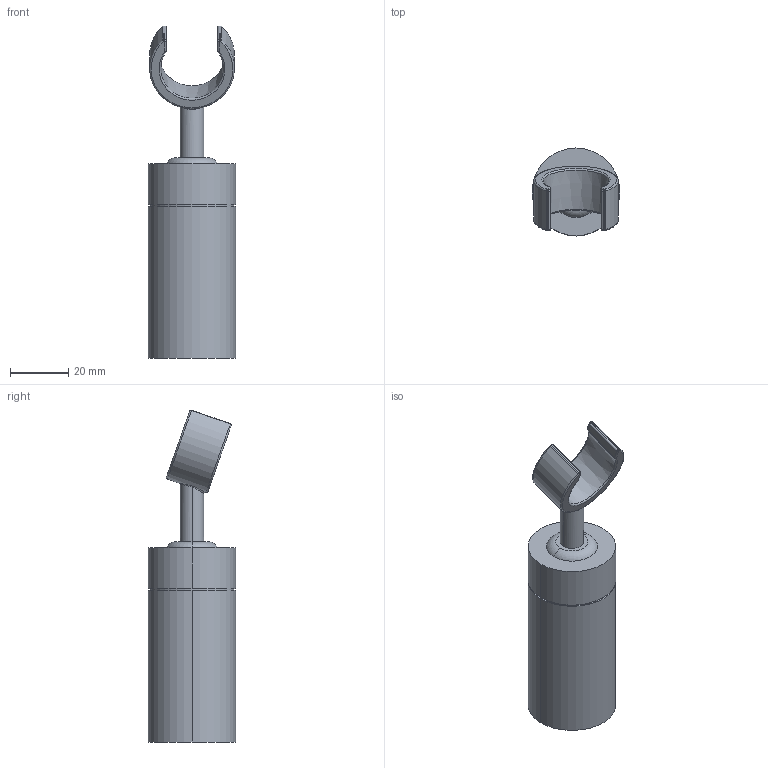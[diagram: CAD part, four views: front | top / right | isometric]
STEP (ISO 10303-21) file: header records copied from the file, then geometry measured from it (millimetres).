
FILE_DESCRIPTION((''),'2;1');
FILE_NAME('ZSUP020CR','2021-05-05T11:31:39',('ut3'),('PAFFONI SpA'),'CREO PARAMETRIC BY PTC INC, 2020044','CREO PARAMETRIC BY PTC INC, 2020044','');
FILE_SCHEMA(('CONFIG_CONTROL_DESIGN','SHAPE_APPEARANCE_LAYERS_GROUPS'));
Length unit declared in the file: millimetre
Products named in the file (1): ZSUP020CR
Bounding box: 30 x 30 x 113.59 mm (x, y, z)
Surface area: 10456.7 mm2 (no closed solid volume)
Topology: 0 solids, 1 shells, 57 faces, 112 edges, 62 vertices
Faces by surface type: cylinder 21, sphere 12, plane 11, torus 6, bspline 6, cone 1
Entity records: 2217 total; most frequent: CARTESIAN_POINT 593, DIRECTION 270, ORIENTED_EDGE 224, AXIS2_PLACEMENT_3D 119, EDGE_CURVE 112, CIRCLE 68, VERTEX_POINT 62, EDGE_LOOP 62
